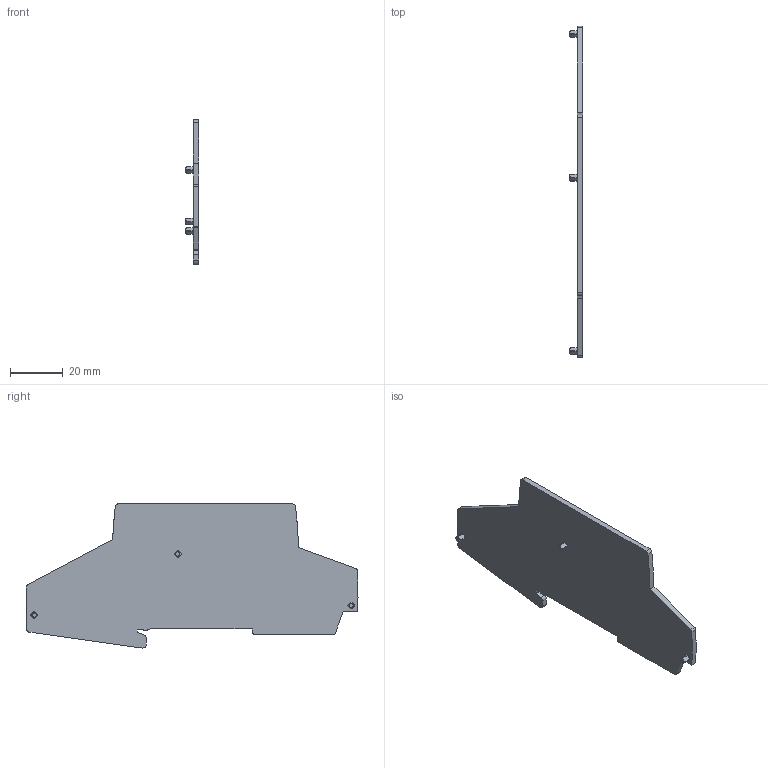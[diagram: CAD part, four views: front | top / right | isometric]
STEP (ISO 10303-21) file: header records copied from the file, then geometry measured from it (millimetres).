
FILE_DESCRIPTION(('CATIA V5R22 STEP214','CAx-IF Rec.Pracs.--- Model Styling and Organization---1.4--- 2014-01-23'),'2;1');
FILE_NAME ('1348528-4_1', '2022-05-20T10:08:05+00:00', ('Weidmueller Interface'), ('Weidmueller'), 'CATIA Version 5-6 Release 2016 SP3 HF44', 'CATIA V5 STEP AP214', 'none');
FILE_SCHEMA(('AUTOMOTIVE_DESIGN { 1 0 10303 214 1 1 1 1 }'));
Length unit declared in the file: millimetre
Products named in the file (1): 2817060000
Bounding box: 5.1 x 125.96 x 54.66 mm (x, y, z)
Volume: 10459.1 mm3; surface area: 10761.8 mm2
Topology: 1 solids, 1 shells, 93 faces, 263 edges, 175 vertices
Faces by surface type: plane 46, cylinder 41, cone 6
Entity records: 3150 total; most frequent: CARTESIAN_POINT 785, ORIENTED_EDGE 526, DIRECTION 409, EDGE_CURVE 263, VERTEX_POINT 175, AXIS2_PLACEMENT_3D 168, VECTOR 154, LINE 154
